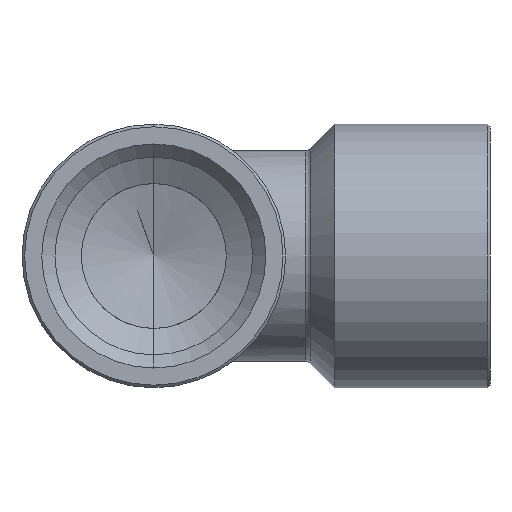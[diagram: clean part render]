
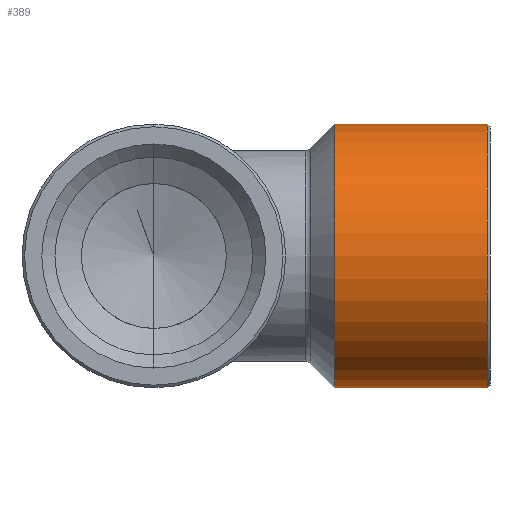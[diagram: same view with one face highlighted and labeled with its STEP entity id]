
A CAD part, front view. The second image highlights one B-rep face of the part: STEP entity #389.
In plain terms, the highlighted cylindrical face has radius 10 mm (diameter 20 mm), a partial arc.
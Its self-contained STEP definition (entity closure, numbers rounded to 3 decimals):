
#29 = ORIENTED_EDGE ( 'NONE', *, *, #372, .T. ) ;
#32 = ORIENTED_EDGE ( 'NONE', *, *, #1276, .T. ) ;
#90 = VERTEX_POINT ( 'NONE', #610 ) ;
#91 = VERTEX_POINT ( 'NONE', #609 ) ;
#93 = VERTEX_POINT ( 'NONE', #607 ) ;
#95 = VERTEX_POINT ( 'NONE', #606 ) ;
#192 = CIRCLE ( 'NONE', #193, 10. ) ;
#193 = AXIS2_PLACEMENT_3D ( 'NONE', #698, #696, #697 ) ;
#208 = AXIS2_PLACEMENT_3D ( 'NONE', #1054, #1055, #1056 ) ;
#262 = VECTOR ( 'NONE', #1038, 1000. ) ;
#265 = VECTOR ( 'NONE', #1183, 1000. ) ;
#290 = CIRCLE ( 'NONE', #292, 10. ) ;
#292 = AXIS2_PLACEMENT_3D ( 'NONE', #1143, #1142, #1141 ) ;
#372 = EDGE_CURVE ( 'NONE', #91, #93, #192, .T. ) ;
#389 = ADVANCED_FACE ( 'NONE', ( #1379 ), #1380, .T. ) ;
#402 = EDGE_LOOP ( 'NONE', ( #415, #32, #418, #29 ) ) ;
#415 = ORIENTED_EDGE ( 'NONE', *, *, #1256, .F. ) ;
#418 = ORIENTED_EDGE ( 'NONE', *, *, #1258, .T. ) ;
#606 = CARTESIAN_POINT ( 'NONE',  ( 25.3, 0., -10. ) ) ;
#607 = CARTESIAN_POINT ( 'NONE',  ( 13.707, 0., -10. ) ) ;
#609 = CARTESIAN_POINT ( 'NONE',  ( 13.707, 0., 10. ) ) ;
#610 = CARTESIAN_POINT ( 'NONE',  ( 25.3, 0., 10. ) ) ;
#696 = DIRECTION ( 'NONE',  ( 1., 0., 0. ) ) ;
#697 = DIRECTION ( 'NONE',  ( 0., 0., -1. ) ) ;
#698 = CARTESIAN_POINT ( 'NONE',  ( 13.707, 0., 0. ) ) ;
#1036 = CARTESIAN_POINT ( 'NONE',  ( -9.536, 0., -10. ) ) ;
#1038 = DIRECTION ( 'NONE',  ( -1., 0., 0. ) ) ;
#1054 = CARTESIAN_POINT ( 'NONE',  ( -9.536, 0., 0. ) ) ;
#1055 = DIRECTION ( 'NONE',  ( -1., 0., 0. ) ) ;
#1056 = DIRECTION ( 'NONE',  ( 0., 0., 1. ) ) ;
#1141 = DIRECTION ( 'NONE',  ( 0., 0., 1. ) ) ;
#1142 = DIRECTION ( 'NONE',  ( -1., 0., 0. ) ) ;
#1143 = CARTESIAN_POINT ( 'NONE',  ( 25.3, 0., 0. ) ) ;
#1177 = CARTESIAN_POINT ( 'NONE',  ( -9.536, 0., 10. ) ) ;
#1183 = DIRECTION ( 'NONE',  ( -1., 0., 0. ) ) ;
#1256 = EDGE_CURVE ( 'NONE', #95, #93, #1405, .T. ) ;
#1258 = EDGE_CURVE ( 'NONE', #90, #91, #1406, .T. ) ;
#1276 = EDGE_CURVE ( 'NONE', #95, #90, #290, .T. ) ;
#1379 = FACE_OUTER_BOUND ( 'NONE', #402, .T. ) ;
#1380 = CYLINDRICAL_SURFACE ( 'NONE', #208, 10. ) ;
#1405 = LINE ( 'NONE', #1036, #262 ) ;
#1406 = LINE ( 'NONE', #1177, #265 ) ;
